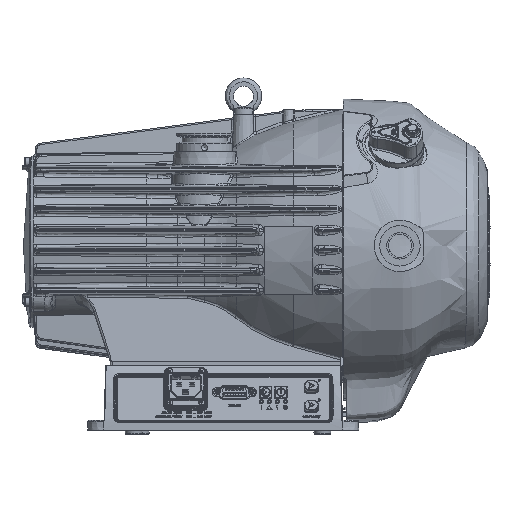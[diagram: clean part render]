
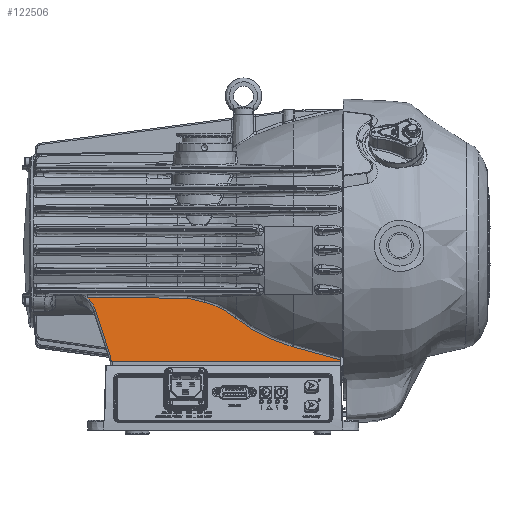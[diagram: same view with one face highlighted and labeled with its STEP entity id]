
A CAD part, left-side view. The second image highlights one B-rep face of the part: STEP entity #122506.
In plain terms, the highlighted planar face has unit normal (-0.993, 0, 0.122).
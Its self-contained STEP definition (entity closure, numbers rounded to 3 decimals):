
#2563=ELLIPSE('',#130478,1.641,0.2);
#9662=B_SPLINE_CURVE_WITH_KNOTS('',3,(#168692,#168693,#168694,#168695),
 .UNSPECIFIED.,.F.,.F.,(4,4),(0.,4.943),
 .UNSPECIFIED.);
#11415=B_SPLINE_CURVE_WITH_KNOTS('',3,(#217085,#217086,#217087,#217088),
 .UNSPECIFIED.,.F.,.F.,(4,4),(6.072,6.454),
 .UNSPECIFIED.);
#11416=B_SPLINE_CURVE_WITH_KNOTS('',3,(#217090,#217091,#217092,#217093),
 .UNSPECIFIED.,.F.,.F.,(4,4),(0.,6.072),
 .UNSPECIFIED.);
#11417=B_SPLINE_CURVE_WITH_KNOTS('',3,(#217095,#217096,#217097,#217098,
#217099),.UNSPECIFIED.,.F.,.F.,(4,1,4),(0.,1.971,
3.449),.UNSPECIFIED.);
#11418=B_SPLINE_CURVE_WITH_KNOTS('',3,(#217101,#217102,#217103,#217104),
 .UNSPECIFIED.,.F.,.F.,(4,4),(3.17,4.85),
 .UNSPECIFIED.);
#11419=B_SPLINE_CURVE_WITH_KNOTS('',3,(#217106,#217107,#217108,#217109),
 .UNSPECIFIED.,.F.,.F.,(4,4),(-11.292,-1.386),
 .UNSPECIFIED.);
#11420=B_SPLINE_CURVE_WITH_KNOTS('',3,(#217111,#217112,#217113,#217114,
#217115),.UNSPECIFIED.,.F.,.F.,(4,1,4),(0.,1.275,1.631),
 .UNSPECIFIED.);
#16370=FACE_OUTER_BOUND('',#23592,.T.);
#23592=EDGE_LOOP('',(#82815,#82816,#82817,#82818,#82819,#82820,#82821,#82822,
#82823,#82824,#82825));
#30241=LINE('',#166295,#38215);
#30752=LINE('',#195706,#38726);
#31318=LINE('',#217117,#39292);
#38215=VECTOR('',#138280,1.);
#38726=VECTOR('',#140193,1.);
#39292=VECTOR('',#142543,1.);
#46323=VERTEX_POINT('',#166260);
#46328=VERTEX_POINT('',#166269);
#46579=VERTEX_POINT('',#168690);
#48408=VERTEX_POINT('',#195705);
#49569=VERTEX_POINT('',#217084);
#49570=VERTEX_POINT('',#217089);
#49571=VERTEX_POINT('',#217094);
#49572=VERTEX_POINT('',#217100);
#49573=VERTEX_POINT('',#217105);
#49574=VERTEX_POINT('',#217110);
#49575=VERTEX_POINT('',#217116);
#58201=EDGE_CURVE('',#46328,#46323,#30241,.T.);
#58501=EDGE_CURVE('',#46579,#46328,#9662,.T.);
#60567=EDGE_CURVE('',#48408,#46323,#30752,.T.);
#62295=EDGE_CURVE('',#49569,#46579,#11415,.T.);
#62296=EDGE_CURVE('',#49570,#49569,#11416,.T.);
#62297=EDGE_CURVE('',#49571,#49570,#11417,.T.);
#62298=EDGE_CURVE('',#49572,#49571,#11418,.T.);
#62299=EDGE_CURVE('',#49573,#49572,#11419,.T.);
#62300=EDGE_CURVE('',#49574,#49573,#11420,.T.);
#62301=EDGE_CURVE('',#49575,#49574,#31318,.T.);
#62302=EDGE_CURVE('',#48408,#49575,#2563,.T.);
#82815=ORIENTED_EDGE('',*,*,#58201,.F.);
#82816=ORIENTED_EDGE('',*,*,#58501,.F.);
#82817=ORIENTED_EDGE('',*,*,#62295,.F.);
#82818=ORIENTED_EDGE('',*,*,#62296,.F.);
#82819=ORIENTED_EDGE('',*,*,#62297,.F.);
#82820=ORIENTED_EDGE('',*,*,#62298,.F.);
#82821=ORIENTED_EDGE('',*,*,#62299,.F.);
#82822=ORIENTED_EDGE('',*,*,#62300,.F.);
#82823=ORIENTED_EDGE('',*,*,#62301,.F.);
#82824=ORIENTED_EDGE('',*,*,#62302,.F.);
#82825=ORIENTED_EDGE('',*,*,#60567,.T.);
#113549=PLANE('',#130477);
#122506=ADVANCED_FACE('',(#16370),#113549,.T.);
#130477=AXIS2_PLACEMENT_3D('',#217083,#142541,#142542);
#130478=AXIS2_PLACEMENT_3D('',#217118,#142544,#142545);
#138280=DIRECTION('',(-0.122,-0.026,-0.992));
#140193=DIRECTION('',(0.,-1.,0.));
#142541=DIRECTION('center_axis',(-0.993,0.,
0.122));
#142542=DIRECTION('ref_axis',(0.,-1.,0.));
#142543=DIRECTION('',(0.116,0.307,0.945));
#142544=DIRECTION('center_axis',(0.993,0.,
-0.122));
#142545=DIRECTION('ref_axis',(-0.122,0.,
-0.993));
#166260=CARTESIAN_POINT('',(-7.6,1.529,-11.433));
#166269=CARTESIAN_POINT('',(-7.581,1.532,-11.281));
#166295=CARTESIAN_POINT('',(-6.961,1.665,-6.231));
#168690=CARTESIAN_POINT('',(-7.42,6.296,-9.969));
#168692=CARTESIAN_POINT('Ctrl Pts',(-7.42,6.296,
-9.969));
#168693=CARTESIAN_POINT('Ctrl Pts',(-7.475,4.71,
-10.412));
#168694=CARTESIAN_POINT('Ctrl Pts',(-7.528,3.122,
-10.849));
#168695=CARTESIAN_POINT('Ctrl Pts',(-7.581,1.532,
-11.281));
#195705=CARTESIAN_POINT('',(-7.6,24.15,-11.433));
#195706=CARTESIAN_POINT('',(-7.6,14.5,-11.433));
#217083=CARTESIAN_POINT('Origin',(-7.823,4.65,-13.245));
#217084=CARTESIAN_POINT('',(-7.407,6.662,-9.862));
#217085=CARTESIAN_POINT('Ctrl Pts',(-7.407,6.662,
-9.862));
#217086=CARTESIAN_POINT('Ctrl Pts',(-7.412,6.54,-9.899));
#217087=CARTESIAN_POINT('Ctrl Pts',(-7.416,6.418,-9.934));
#217088=CARTESIAN_POINT('Ctrl Pts',(-7.42,6.296,
-9.969));
#217089=CARTESIAN_POINT('',(-7.065,12.008,-7.079));
#217090=CARTESIAN_POINT('Ctrl Pts',(-7.065,12.008,
-7.079));
#217091=CARTESIAN_POINT('Ctrl Pts',(-7.22,10.428,
-8.335));
#217092=CARTESIAN_POINT('Ctrl Pts',(-7.335,8.598,
-9.273));
#217093=CARTESIAN_POINT('Ctrl Pts',(-7.407,6.662,
-9.862));
#217094=CARTESIAN_POINT('',(-6.878,15.063,-5.554));
#217095=CARTESIAN_POINT('Ctrl Pts',(-6.878,15.063,
-5.554));
#217096=CARTESIAN_POINT('Ctrl Pts',(-6.896,14.423,
-5.698));
#217097=CARTESIAN_POINT('Ctrl Pts',(-6.949,13.345,-6.128));
#217098=CARTESIAN_POINT('Ctrl Pts',(-7.028,12.392,
-6.773));
#217099=CARTESIAN_POINT('Ctrl Pts',(-7.065,12.008,
-7.079));
#217100=CARTESIAN_POINT('',(-6.832,16.7,-5.182));
#217101=CARTESIAN_POINT('Ctrl Pts',(-6.832,16.7,
-5.182));
#217102=CARTESIAN_POINT('Ctrl Pts',(-6.848,16.155,
-5.308));
#217103=CARTESIAN_POINT('Ctrl Pts',(-6.863,15.609,
-5.432));
#217104=CARTESIAN_POINT('Ctrl Pts',(-6.878,15.063,
-5.554));
#217105=CARTESIAN_POINT('',(-6.822,26.606,-5.096));
#217106=CARTESIAN_POINT('Ctrl Pts',(-6.822,26.606,
-5.096));
#217107=CARTESIAN_POINT('Ctrl Pts',(-6.825,23.304,
-5.125));
#217108=CARTESIAN_POINT('Ctrl Pts',(-6.829,20.002,
-5.154));
#217109=CARTESIAN_POINT('Ctrl Pts',(-6.832,16.7,
-5.182));
#217110=CARTESIAN_POINT('',(-6.989,25.749,-6.455));
#217111=CARTESIAN_POINT('Ctrl Pts',(-6.989,25.749,
-6.455));
#217112=CARTESIAN_POINT('Ctrl Pts',(-6.939,25.88,-6.053));
#217113=CARTESIAN_POINT('Ctrl Pts',(-6.881,26.151,
-5.575));
#217114=CARTESIAN_POINT('Ctrl Pts',(-6.832,26.52,
-5.177));
#217115=CARTESIAN_POINT('Ctrl Pts',(-6.822,26.605,-5.095));
#217116=CARTESIAN_POINT('',(-7.539,24.294,-10.933));
#217117=CARTESIAN_POINT('',(-7.826,23.534,-13.273));
#217118=CARTESIAN_POINT('Origin',(-7.4,24.15,-9.804));
